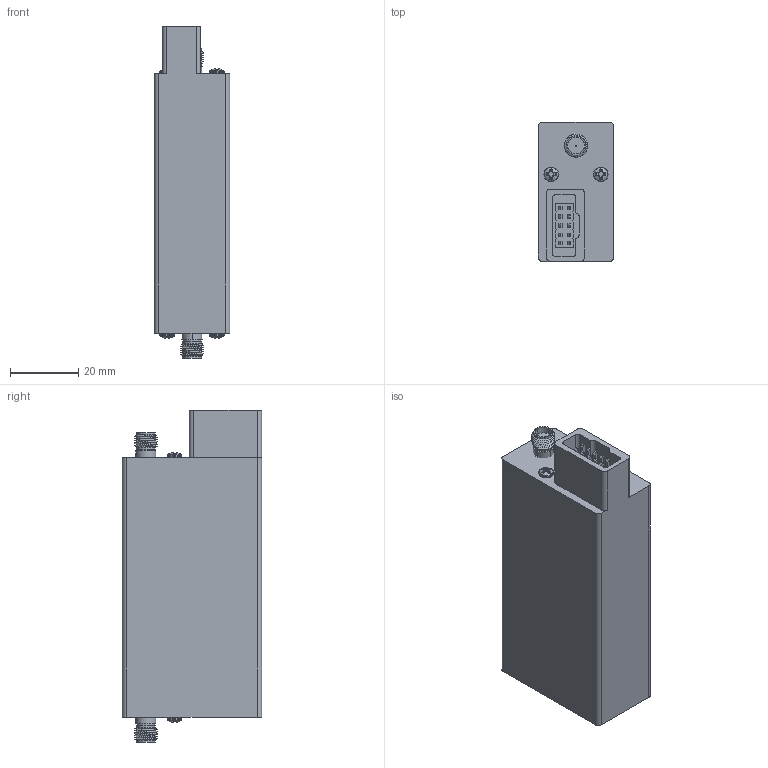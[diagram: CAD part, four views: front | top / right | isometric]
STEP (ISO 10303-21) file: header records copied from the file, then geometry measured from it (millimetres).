
FILE_DESCRIPTION (( 'STEP AP203' ), '1' );
FILE_NAME ('STA-0002733505-3F3F-P7.STEP', '2020-01-02T18:35:44', ( '' ), ( '' ), 'SwSTEP 2.0', 'SolidWorks 2016', '' );
FILE_SCHEMA (( 'CONFIG_CONTROL_DESIGN' ));
Length unit declared in the file: inch
Products named in the file (1): STA-0002733505-3F3F-P7
Bounding box: 22.1 x 40.64 x 96.95 mm (x, y, z)
Volume: 70369.8 mm3; surface area: 14404.6 mm2
Topology: 7 solids, 7 shells, 388 faces, 1034 edges, 682 vertices
Faces by surface type: plane 210, cylinder 118, cone 32, torus 16, sphere 8, bspline 4
Entity records: 13491 total; most frequent: CARTESIAN_POINT 3791, ORIENTED_EDGE 2060, DIRECTION 1968, EDGE_CURVE 1030, AXIS2_PLACEMENT_3D 703, VERTEX_POINT 682, LINE 562, VECTOR 562
